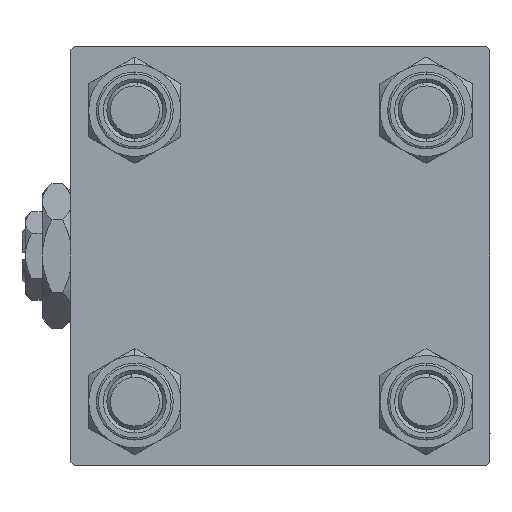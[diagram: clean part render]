
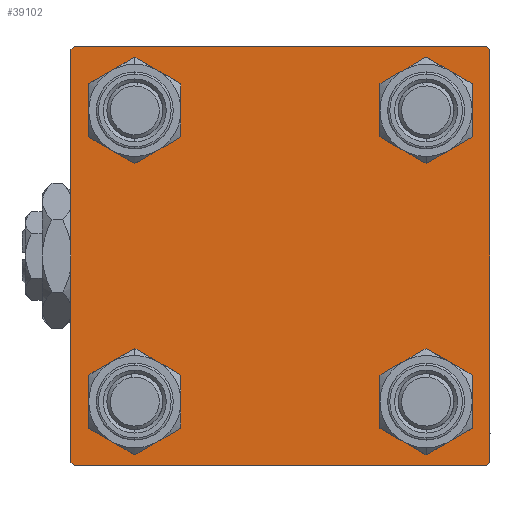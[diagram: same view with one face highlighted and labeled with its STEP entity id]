
A CAD part, left-side view. The second image highlights one B-rep face of the part: STEP entity #39102.
In plain terms, the highlighted planar face has unit normal (-1, 0, 0).
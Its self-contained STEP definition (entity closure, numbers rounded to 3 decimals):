
#654 = DIRECTION ( 'NONE',  ( 0., 0., 1. ) ) ;
#776 = DIRECTION ( 'NONE',  ( 1., 0., 0. ) ) ;
#820 = FACE_BOUND ( 'NONE', #46107, .T. ) ;
#2765 = AXIS2_PLACEMENT_3D ( 'NONE', #52962, #53240, #11572 ) ;
#3300 = LINE ( 'NONE', #36527, #40439 ) ;
#3659 = CIRCLE ( 'NONE', #37560, 4.5 ) ;
#3922 = CARTESIAN_POINT ( 'NONE',  ( 0., 20.85, -20.85 ) ) ;
#4317 = ORIENTED_EDGE ( 'NONE', *, *, #37827, .T. ) ;
#5652 = ORIENTED_EDGE ( 'NONE', *, *, #42166, .T. ) ;
#6800 = CARTESIAN_POINT ( 'NONE',  ( 0., 20.85, 16.35 ) ) ;
#8369 = VERTEX_POINT ( 'NONE', #51707 ) ;
#8645 = CARTESIAN_POINT ( 'NONE',  ( 0., 29.5, 30. ) ) ;
#8782 = CIRCLE ( 'NONE', #39225, 4.5 ) ;
#8818 = VERTEX_POINT ( 'NONE', #15674 ) ;
#9200 = ORIENTED_EDGE ( 'NONE', *, *, #47219, .T. ) ;
#9244 = DIRECTION ( 'NONE',  ( -1., 0., 0. ) ) ;
#10172 = ORIENTED_EDGE ( 'NONE', *, *, #23445, .T. ) ;
#10870 = ORIENTED_EDGE ( 'NONE', *, *, #12530, .F. ) ;
#11572 = DIRECTION ( 'NONE',  ( 0., 0., 1. ) ) ;
#11655 = ORIENTED_EDGE ( 'NONE', *, *, #46669, .T. ) ;
#11981 = AXIS2_PLACEMENT_3D ( 'NONE', #26786, #50472, #654 ) ;
#12308 = VECTOR ( 'NONE', #21377, 1000. ) ;
#12363 = LINE ( 'NONE', #33350, #33151 ) ;
#12530 = EDGE_CURVE ( 'NONE', #49654, #20428, #3300, .T. ) ;
#13288 = DIRECTION ( 'NONE',  ( 0., 0., 1. ) ) ;
#14701 = CIRCLE ( 'NONE', #44284, 4.5 ) ;
#15329 = VERTEX_POINT ( 'NONE', #30845 ) ;
#15674 = CARTESIAN_POINT ( 'NONE',  ( 0., -20.85, -25.35 ) ) ;
#16668 = VECTOR ( 'NONE', #32088, 1000. ) ;
#16985 = DIRECTION ( 'NONE',  ( 0., 0., 1. ) ) ;
#17034 = CARTESIAN_POINT ( 'NONE',  ( 0., 30., -30. ) ) ;
#17119 = CARTESIAN_POINT ( 'NONE',  ( 0., 20.85, 20.85 ) ) ;
#17420 = FACE_BOUND ( 'NONE', #36616, .T. ) ;
#17694 = FACE_BOUND ( 'NONE', #46724, .T. ) ;
#18315 = DIRECTION ( 'NONE',  ( 0., 0., -1. ) ) ;
#19497 = VECTOR ( 'NONE', #46492, 1000. ) ;
#20081 = LINE ( 'NONE', #27735, #16668 ) ;
#20339 = VERTEX_POINT ( 'NONE', #40086 ) ;
#20428 = VERTEX_POINT ( 'NONE', #42509 ) ;
#20528 = DIRECTION ( 'NONE',  ( 1., 0., 0. ) ) ;
#20609 = VERTEX_POINT ( 'NONE', #6800 ) ;
#21377 = DIRECTION ( 'NONE',  ( 0., -1., 0. ) ) ;
#21382 = DIRECTION ( 'NONE',  ( 0., 0., 1. ) ) ;
#21547 = CIRCLE ( 'NONE', #11981, 4.5 ) ;
#23415 = CARTESIAN_POINT ( 'NONE',  ( 0., 20.85, 25.35 ) ) ;
#23445 = EDGE_CURVE ( 'NONE', #45630, #31823, #38054, .T. ) ;
#24986 = VERTEX_POINT ( 'NONE', #53418 ) ;
#25394 = AXIS2_PLACEMENT_3D ( 'NONE', #53033, #53569, #45138 ) ;
#25601 = EDGE_LOOP ( 'NONE', ( #38631, #53369, #11655, #47889, #10870, #53640, #48992, #10172 ) ) ;
#26027 = CARTESIAN_POINT ( 'NONE',  ( 0., 20.85, -20.85 ) ) ;
#26605 = CARTESIAN_POINT ( 'NONE',  ( 0., 29.75, 29.75 ) ) ;
#26731 = DIRECTION ( 'NONE',  ( 0., -0.707, 0.707 ) ) ;
#26786 = CARTESIAN_POINT ( 'NONE',  ( 0., 20.85, 20.85 ) ) ;
#26963 = ORIENTED_EDGE ( 'NONE', *, *, #31700, .T. ) ;
#27103 = CIRCLE ( 'NONE', #25394, 4.5 ) ;
#27480 = EDGE_CURVE ( 'NONE', #49654, #48599, #28287, .T. ) ;
#27735 = CARTESIAN_POINT ( 'NONE',  ( 0., 30., 30. ) ) ;
#27817 = AXIS2_PLACEMENT_3D ( 'NONE', #34046, #9244, #42476 ) ;
#27972 = AXIS2_PLACEMENT_3D ( 'NONE', #41890, #776, #13288 ) ;
#27974 = CARTESIAN_POINT ( 'NONE',  ( 0., 20.85, -25.35 ) ) ;
#28129 = DIRECTION ( 'NONE',  ( 0., 0., 1. ) ) ;
#28287 = LINE ( 'NONE', #35906, #30124 ) ;
#29427 = CIRCLE ( 'NONE', #51989, 4.5 ) ;
#29743 = VECTOR ( 'NONE', #26731, 1000. ) ;
#30014 = LINE ( 'NONE', #35160, #29743 ) ;
#30124 = VECTOR ( 'NONE', #32642, 1000. ) ;
#30286 = VECTOR ( 'NONE', #18315, 1000. ) ;
#30417 = VERTEX_POINT ( 'NONE', #27974 ) ;
#30845 = CARTESIAN_POINT ( 'NONE',  ( 0., 29.5, -30. ) ) ;
#31449 = CARTESIAN_POINT ( 'NONE',  ( 0., -20.85, -16.35 ) ) ;
#31700 = EDGE_CURVE ( 'NONE', #30417, #20339, #29427, .T. ) ;
#31810 = EDGE_CURVE ( 'NONE', #31823, #43992, #38495, .T. ) ;
#31823 = VERTEX_POINT ( 'NONE', #47466 ) ;
#31829 = EDGE_CURVE ( 'NONE', #20609, #51341, #21547, .T. ) ;
#31913 = CARTESIAN_POINT ( 'NONE',  ( 0., -29.5, -30. ) ) ;
#32088 = DIRECTION ( 'NONE',  ( 0., -1., 0. ) ) ;
#32368 = CIRCLE ( 'NONE', #2765, 4.5 ) ;
#32546 = VERTEX_POINT ( 'NONE', #31449 ) ;
#32642 = DIRECTION ( 'NONE',  ( 0., 0.707, 0.707 ) ) ;
#33151 = VECTOR ( 'NONE', #50219, 1000. ) ;
#33350 = CARTESIAN_POINT ( 'NONE',  ( 0., 29.75, -29.75 ) ) ;
#34046 = CARTESIAN_POINT ( 'NONE',  ( 0., 0., 0. ) ) ;
#34316 = FACE_OUTER_BOUND ( 'NONE', #25601, .T. ) ;
#34383 = CARTESIAN_POINT ( 'NONE',  ( 0., -30., 29.5 ) ) ;
#34864 = ORIENTED_EDGE ( 'NONE', *, *, #42560, .T. ) ;
#35160 = CARTESIAN_POINT ( 'NONE',  ( 0., -29.75, -29.75 ) ) ;
#35906 = CARTESIAN_POINT ( 'NONE',  ( 0., -29.75, 29.75 ) ) ;
#36527 = CARTESIAN_POINT ( 'NONE',  ( 0., -30., 30. ) ) ;
#36616 = EDGE_LOOP ( 'NONE', ( #4317, #53328 ) ) ;
#37473 = EDGE_LOOP ( 'NONE', ( #9200, #38462 ) ) ;
#37560 = AXIS2_PLACEMENT_3D ( 'NONE', #53149, #49875, #28129 ) ;
#37827 = EDGE_CURVE ( 'NONE', #51341, #20609, #14701, .T. ) ;
#38054 = LINE ( 'NONE', #26605, #19497 ) ;
#38088 = DIRECTION ( 'NONE',  ( 0., 0., 1. ) ) ;
#38125 = FACE_BOUND ( 'NONE', #37473, .T. ) ;
#38462 = ORIENTED_EDGE ( 'NONE', *, *, #46913, .T. ) ;
#38495 = LINE ( 'NONE', #46932, #30286 ) ;
#38631 = ORIENTED_EDGE ( 'NONE', *, *, #31810, .T. ) ;
#39102 = ADVANCED_FACE ( 'NONE', ( #17694, #38125, #820, #17420, #34316 ), #42741, .T. ) ;
#39225 = AXIS2_PLACEMENT_3D ( 'NONE', #26027, #42090, #21382 ) ;
#40086 = CARTESIAN_POINT ( 'NONE',  ( 0., 20.85, -16.35 ) ) ;
#40439 = VECTOR ( 'NONE', #53657, 1000. ) ;
#41506 = VERTEX_POINT ( 'NONE', #31913 ) ;
#41890 = CARTESIAN_POINT ( 'NONE',  ( 0., -20.85, 20.85 ) ) ;
#42004 = CARTESIAN_POINT ( 'NONE',  ( 0., -29.5, 30. ) ) ;
#42090 = DIRECTION ( 'NONE',  ( 1., 0., 0. ) ) ;
#42166 = EDGE_CURVE ( 'NONE', #20339, #30417, #8782, .T. ) ;
#42171 = DIRECTION ( 'NONE',  ( 1., 0., 0. ) ) ;
#42476 = DIRECTION ( 'NONE',  ( 0., 0., 1. ) ) ;
#42509 = CARTESIAN_POINT ( 'NONE',  ( 0., -30., -29.5 ) ) ;
#42560 = EDGE_CURVE ( 'NONE', #8369, #24986, #52282, .T. ) ;
#42741 = PLANE ( 'NONE',  #27817 ) ;
#43242 = ORIENTED_EDGE ( 'NONE', *, *, #43454, .T. ) ;
#43454 = EDGE_CURVE ( 'NONE', #24986, #8369, #3659, .T. ) ;
#43992 = VERTEX_POINT ( 'NONE', #52681 ) ;
#44284 = AXIS2_PLACEMENT_3D ( 'NONE', #17119, #42171, #38088 ) ;
#45138 = DIRECTION ( 'NONE',  ( 0., 0., 1. ) ) ;
#45630 = VERTEX_POINT ( 'NONE', #8645 ) ;
#46107 = EDGE_LOOP ( 'NONE', ( #5652, #26963 ) ) ;
#46492 = DIRECTION ( 'NONE',  ( 0., 0.707, -0.707 ) ) ;
#46669 = EDGE_CURVE ( 'NONE', #15329, #41506, #50259, .T. ) ;
#46724 = EDGE_LOOP ( 'NONE', ( #43242, #34864 ) ) ;
#46913 = EDGE_CURVE ( 'NONE', #8818, #32546, #27103, .T. ) ;
#46932 = CARTESIAN_POINT ( 'NONE',  ( 0., 30., 30. ) ) ;
#46952 = EDGE_CURVE ( 'NONE', #45630, #48599, #20081, .T. ) ;
#47219 = EDGE_CURVE ( 'NONE', #32546, #8818, #32368, .T. ) ;
#47466 = CARTESIAN_POINT ( 'NONE',  ( 0., 30., 29.5 ) ) ;
#47889 = ORIENTED_EDGE ( 'NONE', *, *, #52144, .T. ) ;
#48599 = VERTEX_POINT ( 'NONE', #42004 ) ;
#48992 = ORIENTED_EDGE ( 'NONE', *, *, #46952, .F. ) ;
#49654 = VERTEX_POINT ( 'NONE', #34383 ) ;
#49875 = DIRECTION ( 'NONE',  ( 1., 0., 0. ) ) ;
#50219 = DIRECTION ( 'NONE',  ( 0., -0.707, -0.707 ) ) ;
#50259 = LINE ( 'NONE', #17034, #12308 ) ;
#50472 = DIRECTION ( 'NONE',  ( 1., 0., 0. ) ) ;
#51341 = VERTEX_POINT ( 'NONE', #23415 ) ;
#51707 = CARTESIAN_POINT ( 'NONE',  ( 0., -20.85, 16.35 ) ) ;
#51843 = EDGE_CURVE ( 'NONE', #43992, #15329, #12363, .T. ) ;
#51989 = AXIS2_PLACEMENT_3D ( 'NONE', #3922, #20528, #16985 ) ;
#52144 = EDGE_CURVE ( 'NONE', #41506, #20428, #30014, .T. ) ;
#52282 = CIRCLE ( 'NONE', #27972, 4.5 ) ;
#52681 = CARTESIAN_POINT ( 'NONE',  ( 0., 30., -29.5 ) ) ;
#52962 = CARTESIAN_POINT ( 'NONE',  ( 0., -20.85, -20.85 ) ) ;
#53033 = CARTESIAN_POINT ( 'NONE',  ( 0., -20.85, -20.85 ) ) ;
#53149 = CARTESIAN_POINT ( 'NONE',  ( 0., -20.85, 20.85 ) ) ;
#53240 = DIRECTION ( 'NONE',  ( 1., 0., 0. ) ) ;
#53328 = ORIENTED_EDGE ( 'NONE', *, *, #31829, .T. ) ;
#53369 = ORIENTED_EDGE ( 'NONE', *, *, #51843, .T. ) ;
#53418 = CARTESIAN_POINT ( 'NONE',  ( 0., -20.85, 25.35 ) ) ;
#53569 = DIRECTION ( 'NONE',  ( 1., 0., 0. ) ) ;
#53640 = ORIENTED_EDGE ( 'NONE', *, *, #27480, .T. ) ;
#53657 = DIRECTION ( 'NONE',  ( 0., 0., -1. ) ) ;
